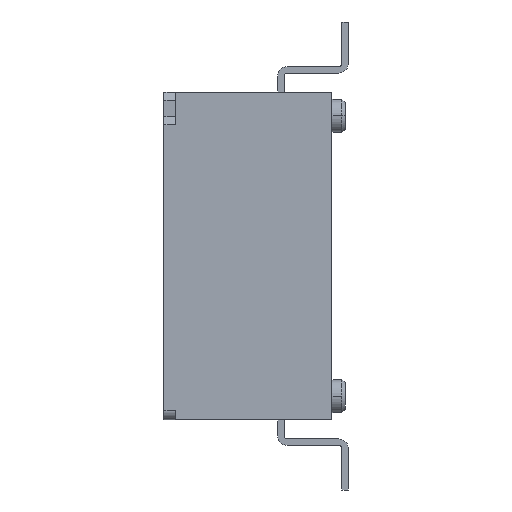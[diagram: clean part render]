
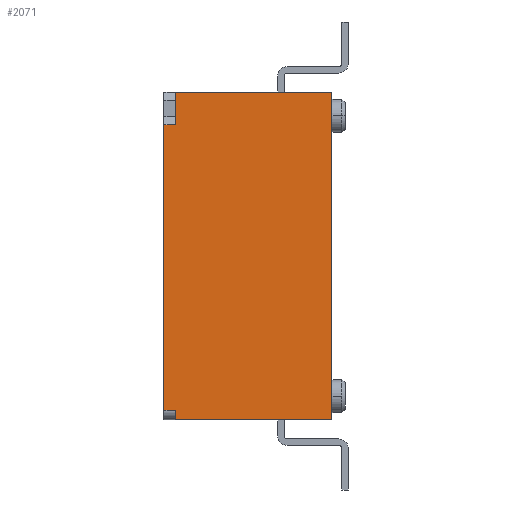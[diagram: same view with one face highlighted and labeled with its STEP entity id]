
A CAD part, left-side view. The second image highlights one B-rep face of the part: STEP entity #2071.
In plain terms, the highlighted planar face has unit normal (-1, 0, 0).
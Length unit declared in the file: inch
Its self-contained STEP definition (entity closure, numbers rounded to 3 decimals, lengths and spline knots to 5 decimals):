
#557 = VERTEX_POINT ( 'NONE', #23043 ) ;
#721 = FACE_OUTER_BOUND ( 'NONE', #8984, .T. ) ;
#847 = EDGE_CURVE ( 'NONE', #15888, #28947, #10650, .T. ) ;
#916 = DIRECTION ( 'NONE',  ( -1., 0., 0. ) ) ;
#1070 = EDGE_CURVE ( 'NONE', #13386, #557, #26728, .T. ) ;
#1565 = DIRECTION ( 'NONE',  ( 0., -1., 0. ) ) ;
#1824 = CARTESIAN_POINT ( 'NONE',  ( -0.19587, -0.09075, -0.1248 ) ) ;
#1862 = VECTOR ( 'NONE', #33299, 39.37008 ) ;
#2071 = ADVANCED_FACE ( 'NONE', ( #721 ), #11946, .T. ) ;
#2144 = ORIENTED_EDGE ( 'NONE', *, *, #32336, .T. ) ;
#2491 = AXIS2_PLACEMENT_3D ( 'NONE', #34650, #916, #17801 ) ;
#3331 = VECTOR ( 'NONE', #1565, 39.37008 ) ;
#3377 = DIRECTION ( 'NONE',  ( 0., 0., 1. ) ) ;
#3968 = ORIENTED_EDGE ( 'NONE', *, *, #22321, .F. ) ;
#3980 = ORIENTED_EDGE ( 'NONE', *, *, #1070, .T. ) ;
#4073 = LINE ( 'NONE', #25981, #24611 ) ;
#4405 = VERTEX_POINT ( 'NONE', #33519 ) ;
#4776 = CARTESIAN_POINT ( 'NONE',  ( -0.19587, 0.09626, -0.1248 ) ) ;
#5058 = ORIENTED_EDGE ( 'NONE', *, *, #12926, .T. ) ;
#5082 = CARTESIAN_POINT ( 'NONE',  ( -0.19587, 0.11004, -0.11299 ) ) ;
#7801 = LINE ( 'NONE', #10789, #1862 ) ;
#7809 = CARTESIAN_POINT ( 'NONE',  ( -0.19587, 0.11004, 0.07106 ) ) ;
#8319 = EDGE_CURVE ( 'NONE', #33603, #8326, #11595, .T. ) ;
#8326 = VERTEX_POINT ( 'NONE', #19669 ) ;
#8759 = DIRECTION ( 'NONE',  ( 0., -1., 0. ) ) ;
#8984 = EDGE_LOOP ( 'NONE', ( #19292, #12431, #3980, #2144, #5058, #3968, #10292, #10753 ) ) ;
#10292 = ORIENTED_EDGE ( 'NONE', *, *, #847, .T. ) ;
#10622 = LINE ( 'NONE', #7809, #19524 ) ;
#10650 = LINE ( 'NONE', #22454, #27552 ) ;
#10753 = ORIENTED_EDGE ( 'NONE', *, *, #12277, .T. ) ;
#10789 = CARTESIAN_POINT ( 'NONE',  ( -0.19587, -0.19378, -0.11299 ) ) ;
#11595 = LINE ( 'NONE', #23022, #30939 ) ;
#11946 = PLANE ( 'NONE',  #2491 ) ;
#12277 = EDGE_CURVE ( 'NONE', #28947, #33603, #19523, .T. ) ;
#12431 = ORIENTED_EDGE ( 'NONE', *, *, #24822, .F. ) ;
#12926 = EDGE_CURVE ( 'NONE', #4405, #36730, #10622, .T. ) ;
#13386 = VERTEX_POINT ( 'NONE', #21461 ) ;
#13730 = DIRECTION ( 'NONE',  ( 0., 0., -1. ) ) ;
#14761 = DIRECTION ( 'NONE',  ( 0., 1., 0. ) ) ;
#15799 = CARTESIAN_POINT ( 'NONE',  ( -0.19587, -0.07106, -0.1248 ) ) ;
#15888 = VERTEX_POINT ( 'NONE', #21173 ) ;
#17801 = DIRECTION ( 'NONE',  ( 0., 1., 0. ) ) ;
#19292 = ORIENTED_EDGE ( 'NONE', *, *, #8319, .T. ) ;
#19523 = LINE ( 'NONE', #15799, #3331 ) ;
#19524 = VECTOR ( 'NONE', #21877, 39.37008 ) ;
#19669 = CARTESIAN_POINT ( 'NONE',  ( -0.19587, -0.09075, 0.26693 ) ) ;
#21173 = CARTESIAN_POINT ( 'NONE',  ( -0.19587, 0.09626, -0.11299 ) ) ;
#21461 = CARTESIAN_POINT ( 'NONE',  ( -0.19587, 0.09626, 0.26693 ) ) ;
#21877 = DIRECTION ( 'NONE',  ( 0., 0., -1. ) ) ;
#22321 = EDGE_CURVE ( 'NONE', #15888, #36730, #7801, .T. ) ;
#22454 = CARTESIAN_POINT ( 'NONE',  ( -0.19587, 0.09626, -0.1248 ) ) ;
#23022 = CARTESIAN_POINT ( 'NONE',  ( -0.19587, -0.09075, 0.07106 ) ) ;
#23043 = CARTESIAN_POINT ( 'NONE',  ( -0.19587, 0.09626, 0.22756 ) ) ;
#23177 = CARTESIAN_POINT ( 'NONE',  ( -0.19587, -0.07106, 0.26693 ) ) ;
#24611 = VECTOR ( 'NONE', #14761, 39.37008 ) ;
#24822 = EDGE_CURVE ( 'NONE', #13386, #8326, #28425, .T. ) ;
#25981 = CARTESIAN_POINT ( 'NONE',  ( -0.19587, 0.11004, 0.22756 ) ) ;
#26728 = LINE ( 'NONE', #4776, #32364 ) ;
#27135 = VECTOR ( 'NONE', #8759, 39.37008 ) ;
#27552 = VECTOR ( 'NONE', #36696, 39.37008 ) ;
#28425 = LINE ( 'NONE', #23177, #27135 ) ;
#28947 = VERTEX_POINT ( 'NONE', #36671 ) ;
#30939 = VECTOR ( 'NONE', #3377, 39.37008 ) ;
#32336 = EDGE_CURVE ( 'NONE', #557, #4405, #4073, .T. ) ;
#32364 = VECTOR ( 'NONE', #13730, 39.37008 ) ;
#33299 = DIRECTION ( 'NONE',  ( 0., 1., 0. ) ) ;
#33519 = CARTESIAN_POINT ( 'NONE',  ( -0.19587, 0.11004, 0.22756 ) ) ;
#33603 = VERTEX_POINT ( 'NONE', #1824 ) ;
#34650 = CARTESIAN_POINT ( 'NONE',  ( -0.19587, -0.07106, -0.1248 ) ) ;
#36671 = CARTESIAN_POINT ( 'NONE',  ( -0.19587, 0.09626, -0.1248 ) ) ;
#36696 = DIRECTION ( 'NONE',  ( 0., 0., -1. ) ) ;
#36730 = VERTEX_POINT ( 'NONE', #5082 ) ;
